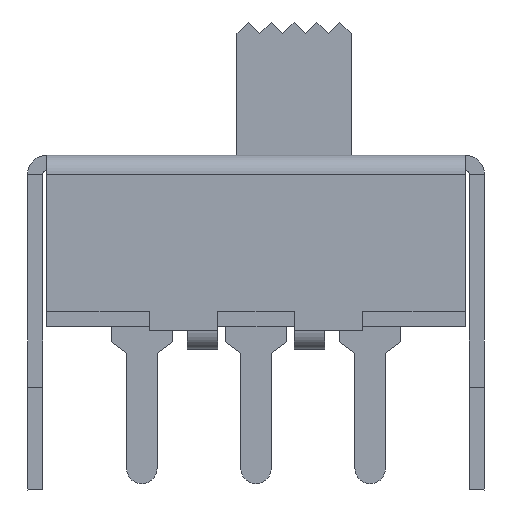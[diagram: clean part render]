
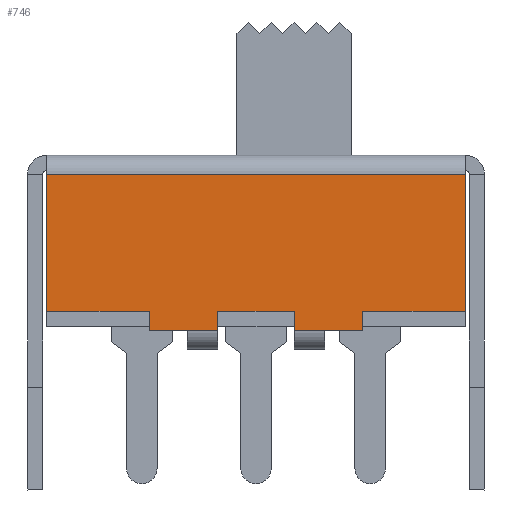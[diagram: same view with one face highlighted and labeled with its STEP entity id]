
A CAD part, left-side view. The second image highlights one B-rep face of the part: STEP entity #746.
In plain terms, the highlighted planar face has unit normal (-1, 0, 0).
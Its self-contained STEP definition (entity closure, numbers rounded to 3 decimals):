
#746=ADVANCED_FACE('',(#2109),#2111,.T.);
#2109=FACE_BOUND('',#2110,.T.);
#2110=EDGE_LOOP('',(#3112,#3113,#3114,#3115,#3116,#3117,#3118,#3119,#3120,#3121,
#3122,#3123,#3124,#3125));
#2111=PLANE('',#2112);
#2112=AXIS2_PLACEMENT_3D('',#2113,#2114,#2115);
#2113=CARTESIAN_POINT('',(-3.,0.,6.908));
#2114=DIRECTION('',(-1.,0.,0.));
#2115=DIRECTION('',(0.,0.,1.));
#3112=ORIENTED_EDGE('',*,*,#3678,.F.);
#3113=ORIENTED_EDGE('',*,*,#3685,.T.);
#3114=ORIENTED_EDGE('',*,*,#3687,.T.);
#3115=ORIENTED_EDGE('',*,*,#3689,.T.);
#3116=ORIENTED_EDGE('',*,*,#3691,.T.);
#3117=ORIENTED_EDGE('',*,*,#3770,.T.);
#3118=ORIENTED_EDGE('',*,*,#3697,.T.);
#3119=ORIENTED_EDGE('',*,*,#3699,.T.);
#3120=ORIENTED_EDGE('',*,*,#3701,.T.);
#3121=ORIENTED_EDGE('',*,*,#3771,.T.);
#3122=ORIENTED_EDGE('',*,*,#3706,.T.);
#3123=ORIENTED_EDGE('',*,*,#3709,.T.);
#3124=ORIENTED_EDGE('',*,*,#3710,.T.);
#3125=ORIENTED_EDGE('',*,*,#3682,.T.);
#3678=EDGE_CURVE('',#4057,#4053,#4153,.T.);
#3682=EDGE_CURVE('',#4159,#4053,#4160,.T.);
#3685=EDGE_CURVE('',#4057,#4162,#4164,.T.);
#3687=EDGE_CURVE('',#4162,#4165,#4167,.T.);
#3689=EDGE_CURVE('',#4165,#4168,#4170,.T.);
#3691=EDGE_CURVE('',#4168,#4171,#4173,.T.);
#3697=EDGE_CURVE('',#4179,#4181,#4183,.T.);
#3699=EDGE_CURVE('',#4181,#4184,#4186,.T.);
#3701=EDGE_CURVE('',#4184,#4187,#4189,.T.);
#3706=EDGE_CURVE('',#4197,#4195,#4198,.T.);
#3709=EDGE_CURVE('',#4195,#4200,#4202,.T.);
#3710=EDGE_CURVE('',#4200,#4159,#4203,.T.);
#3770=EDGE_CURVE('',#4171,#4179,#4291,.T.);
#3771=EDGE_CURVE('',#4187,#4197,#4292,.T.);
#4053=VERTEX_POINT('',#4796);
#4057=VERTEX_POINT('',#4807);
#4153=LINE('',#5018,#5019);
#4159=VERTEX_POINT('',#5034);
#4160=LINE('',#5035,#5036);
#4162=VERTEX_POINT('',#5041);
#4164=LINE('',#5045,#5046);
#4165=VERTEX_POINT('',#5048);
#4167=LINE('',#5052,#5053);
#4168=VERTEX_POINT('',#5055);
#4170=LINE('',#5059,#5060);
#4171=VERTEX_POINT('',#5062);
#4173=LINE('',#5066,#5067);
#4179=VERTEX_POINT('',#5082);
#4181=VERTEX_POINT('',#5086);
#4183=LINE('',#5090,#5091);
#4184=VERTEX_POINT('',#5093);
#4186=LINE('',#5097,#5098);
#4187=VERTEX_POINT('',#5100);
#4189=LINE('',#5104,#5105);
#4195=VERTEX_POINT('',#5120);
#4197=VERTEX_POINT('',#5124);
#4198=LINE('',#5125,#5126);
#4200=VERTEX_POINT('',#5131);
#4202=LINE('',#5135,#5136);
#4203=LINE('',#5138,#5139);
#4291=LINE('',#5350,#5351);
#4292=LINE('',#5353,#5354);
#4796=CARTESIAN_POINT('',(-3.,-5.5,4.));
#4807=CARTESIAN_POINT('',(-3.,5.5,4.));
#5018=CARTESIAN_POINT('',(-3.,5.5,4.));
#5019=VECTOR('',#5020,1.);
#5020=DIRECTION('',(0.,-1.,0.));
#5034=CARTESIAN_POINT('',(-3.,-5.5,0.408));
#5035=CARTESIAN_POINT('',(-3.,-5.5,0.408));
#5036=VECTOR('',#5037,1.);
#5037=DIRECTION('',(0.,0.,1.));
#5041=CARTESIAN_POINT('',(-3.,5.5,0.408));
#5045=CARTESIAN_POINT('',(-3.,5.5,4.));
#5046=VECTOR('',#5047,1.);
#5047=DIRECTION('',(0.,0.,-1.));
#5048=CARTESIAN_POINT('',(-3.,2.8,0.408));
#5052=CARTESIAN_POINT('',(-3.,5.5,0.408));
#5053=VECTOR('',#5054,1.);
#5054=DIRECTION('',(0.,-1.,0.));
#5055=CARTESIAN_POINT('',(-3.,2.8,-0.092));
#5059=CARTESIAN_POINT('',(-3.,2.8,0.408));
#5060=VECTOR('',#5061,1.);
#5061=DIRECTION('',(0.,0.,-1.));
#5062=CARTESIAN_POINT('',(-3.,1.8,-0.092));
#5066=CARTESIAN_POINT('',(-3.,2.8,-0.092));
#5067=VECTOR('',#5068,1.);
#5068=DIRECTION('',(0.,-1.,0.));
#5082=CARTESIAN_POINT('',(-3.,1.,-0.092));
#5086=CARTESIAN_POINT('',(-3.,1.,0.408));
#5090=CARTESIAN_POINT('',(-3.,1.,-0.092));
#5091=VECTOR('',#5092,1.);
#5092=DIRECTION('',(0.,0.,1.));
#5093=CARTESIAN_POINT('',(-3.,-1.,0.408));
#5097=CARTESIAN_POINT('',(-3.,1.,0.408));
#5098=VECTOR('',#5099,1.);
#5099=DIRECTION('',(0.,-1.,0.));
#5100=CARTESIAN_POINT('',(-3.,-1.,-0.092));
#5104=CARTESIAN_POINT('',(-3.,-1.,0.408));
#5105=VECTOR('',#5106,1.);
#5106=DIRECTION('',(0.,0.,-1.));
#5120=CARTESIAN_POINT('',(-3.,-2.8,-0.092));
#5124=CARTESIAN_POINT('',(-3.,-1.8,-0.092));
#5125=CARTESIAN_POINT('',(-3.,-1.8,-0.092));
#5126=VECTOR('',#5127,1.);
#5127=DIRECTION('',(0.,-1.,0.));
#5131=CARTESIAN_POINT('',(-3.,-2.8,0.408));
#5135=CARTESIAN_POINT('',(-3.,-2.8,-0.092));
#5136=VECTOR('',#5137,1.);
#5137=DIRECTION('',(0.,0.,1.));
#5138=CARTESIAN_POINT('',(-3.,-2.8,0.408));
#5139=VECTOR('',#5140,1.);
#5140=DIRECTION('',(0.,-1.,0.));
#5350=CARTESIAN_POINT('',(-3.,1.8,-0.092));
#5351=VECTOR('',#5352,1.);
#5352=DIRECTION('',(0.,-1.,0.));
#5353=CARTESIAN_POINT('',(-3.,-1.,-0.092));
#5354=VECTOR('',#5355,1.);
#5355=DIRECTION('',(0.,-1.,0.));
